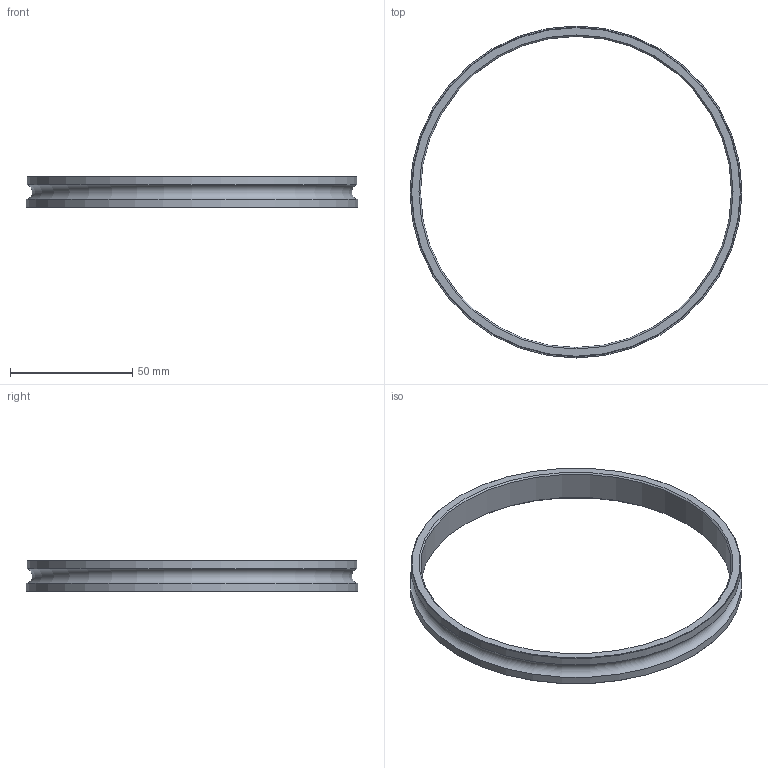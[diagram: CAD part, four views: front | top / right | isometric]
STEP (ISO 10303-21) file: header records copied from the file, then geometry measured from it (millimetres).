
FILE_DESCRIPTION(/* description */ (''),/* implementation_level */ '2;1');
FILE_NAME(/* name */ '127 x 146.05 x 12.7mm Printable Bearing Part 2.stp',/* time_stamp */ '2020-09-01T18:56:48+01:00',/* author */ ('isaac879'),/* organization */ (''),/* preprocessor_version */ 'ST-DEVELOPER v18',/* originating_system */ 'Autodesk Inventor 2020',/* authorisation */ '');
FILE_SCHEMA (('AUTOMOTIVE_DESIGN { 1 0 10303 214 3 1 1 }'));
Length unit declared in the file: millimetre
Products named in the file (1): 127 x 146.05 x 12.7mm Printable Bearing Part 2
Bounding box: 135.53 x 135.53 x 12.7 mm (x, y, z)
Volume: 16590.8 mm3; surface area: 14224.4 mm2
Topology: 1 solids, 1 shells, 10 faces, 22 edges, 14 vertices
Faces by surface type: cone 4, cylinder 3, plane 2, torus 1
Full cylindrical faces by diameter (mm): 127 x1, 134.525 x1, 135.525 x1
Entity records: 330 total; most frequent: DIRECTION 59, CARTESIAN_POINT 47, ORIENTED_EDGE 44, AXIS2_PLACEMENT_3D 26, EDGE_CURVE 22, CIRCLE 15, VERTEX_POINT 14, EDGE_LOOP 12
